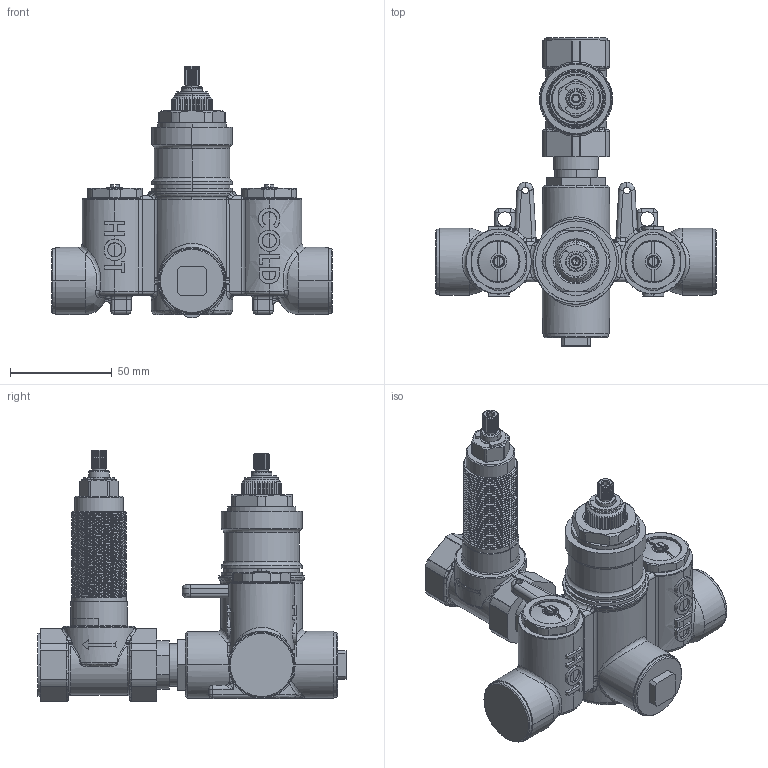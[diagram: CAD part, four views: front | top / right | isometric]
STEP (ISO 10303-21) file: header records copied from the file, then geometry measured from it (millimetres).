
FILE_DESCRIPTION((''),'2;1');
FILE_NAME('1-741','2021-04-21T11:01:27',('rsmith'),(''),'CREO PARAMETRIC BY PTC INC, 2018400','CREO PARAMETRIC BY PTC INC, 2018400','');
FILE_SCHEMA(('AUTOMOTIVE_DESIGN { 1 0 10303 214 1 1 1 1 }'));
Length unit declared in the file: inch
Products named in the file (1): 1-741
Bounding box: 138 x 151.5 x 123.49 mm (x, y, z)
Volume: 327969.4 mm3; surface area: 77104.3 mm2
Topology: 2 solids, 3 shells, 1677 faces, 4293 edges, 2577 vertices
Faces by surface type: plane 524, cylinder 510, bspline 367, cone 118, torus 104, sphere 54
Entity records: 135620 total; most frequent: CARTESIAN_POINT 74277, ORIENTED_EDGE 8406, DIRECTION 6495, PRESENTATION_STYLE_ASSIGNMENT 5847, STYLED_ITEM 4205, CURVE_STYLE 4203, EDGE_CURVE 4203, VERTEX_POINT 2577
